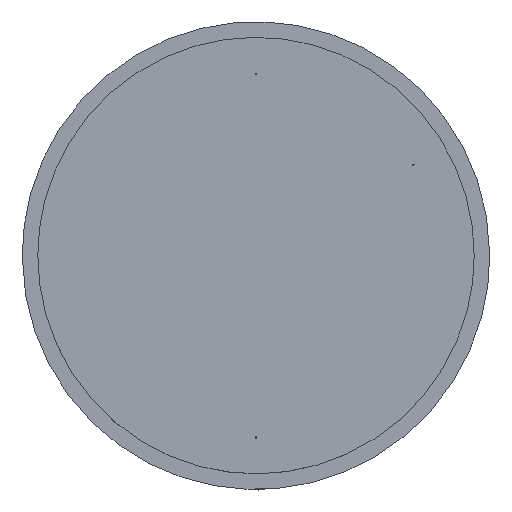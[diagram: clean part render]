
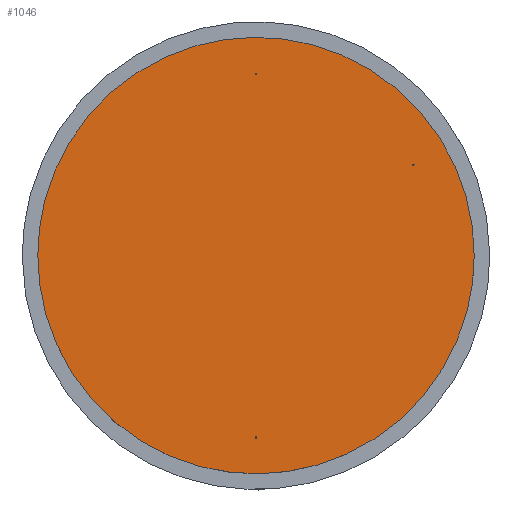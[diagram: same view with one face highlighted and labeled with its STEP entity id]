
A CAD part, top view. The second image highlights one B-rep face of the part: STEP entity #1046.
In plain terms, the highlighted planar face has unit normal (0, 0, 1).
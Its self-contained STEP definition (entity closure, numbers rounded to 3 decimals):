
#15=PLANE('',#5596);
#1046=ADVANCED_FACE('',(#1426),#15,.T.);
#1426=FACE_OUTER_BOUND('',#1806,.T.);
#1806=EDGE_LOOP('',(#3212,#3213));
#3212=ORIENTED_EDGE('',*,*,#3982,.T.);
#3213=ORIENTED_EDGE('',*,*,#3985,.T.);
#3982=EDGE_CURVE('',#5194,#5196,#4750,.T.);
#3985=EDGE_CURVE('',#5196,#5194,#4753,.T.);
#4750=(
BOUNDED_CURVE()
B_SPLINE_CURVE(2,(#16544,#16545,#16546,#16547,#16548),.UNSPECIFIED.,.F.,
 .F.)
B_SPLINE_CURVE_WITH_KNOTS((3,2,3),(0.,706.858,1413.717),
 .UNSPECIFIED.)
CURVE()
GEOMETRIC_REPRESENTATION_ITEM()
RATIONAL_B_SPLINE_CURVE((1.,0.707,1.,0.707,1.))
REPRESENTATION_ITEM('')
);
#4753=(
BOUNDED_CURVE()
B_SPLINE_CURVE(2,(#16556,#16557,#16558,#16559,#16560),.UNSPECIFIED.,.F.,
 .F.)
B_SPLINE_CURVE_WITH_KNOTS((3,2,3),(1413.717,2120.575,2827.433),
 .UNSPECIFIED.)
CURVE()
GEOMETRIC_REPRESENTATION_ITEM()
RATIONAL_B_SPLINE_CURVE((1.,0.707,1.,0.707,1.))
REPRESENTATION_ITEM('')
);
#5194=VERTEX_POINT('',#16534);
#5196=VERTEX_POINT('',#16536);
#5596=AXIS2_PLACEMENT_3D('',#16522,#5604,$);
#5604=DIRECTION('',(0.,0.,1.));
#16522=CARTESIAN_POINT('',(-525.,-525.,1461.387));
#16534=CARTESIAN_POINT('',(420.,0.,1461.387));
#16536=CARTESIAN_POINT('',(-420.,0.,1461.387));
#16544=CARTESIAN_POINT('',(420.,0.,1461.387));
#16545=CARTESIAN_POINT('',(420.,420.,1461.387));
#16546=CARTESIAN_POINT('',(0.,420.,1461.387));
#16547=CARTESIAN_POINT('',(-420.,420.,1461.387));
#16548=CARTESIAN_POINT('',(-420.,0.,1461.387));
#16556=CARTESIAN_POINT('',(-420.,0.,1461.387));
#16557=CARTESIAN_POINT('',(-420.,-420.,1461.387));
#16558=CARTESIAN_POINT('',(0.,-420.,1461.387));
#16559=CARTESIAN_POINT('',(420.,-420.,1461.387));
#16560=CARTESIAN_POINT('',(420.,0.,1461.387));
